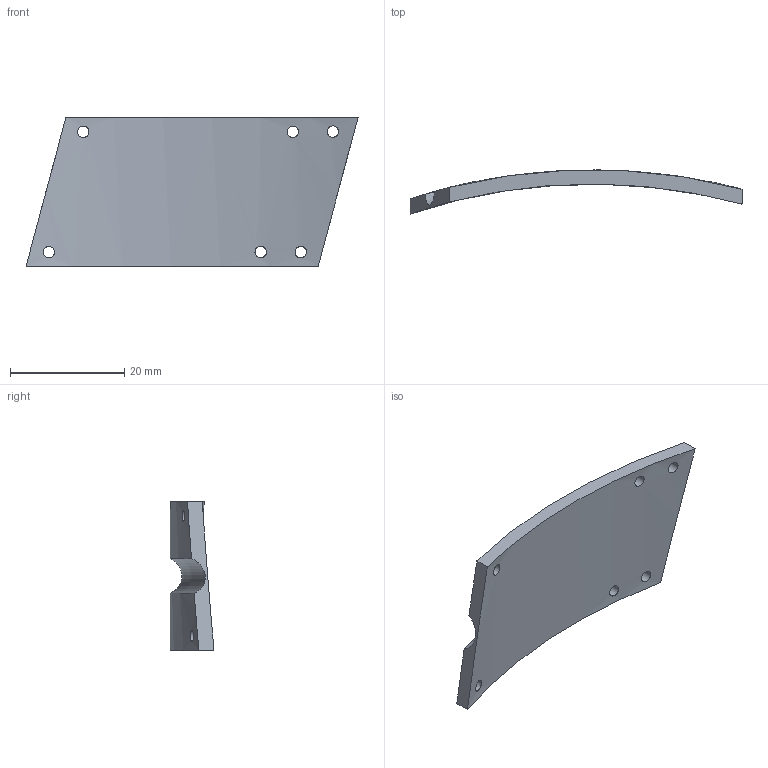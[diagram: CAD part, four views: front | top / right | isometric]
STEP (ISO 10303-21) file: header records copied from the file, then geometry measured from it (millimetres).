
FILE_DESCRIPTION(/* description */ (''),/* implementation_level */ '2;1');
FILE_NAME(/* name */ 'Headset Fixation v1.stp',/* time_stamp */ '2022-09-22T11:55:48+02:00',/* author */ (''),/* organization */ (''),/* preprocessor_version */ 'ST-DEVELOPER v19',/* originating_system */ 'Autodesk Translation Framework v11.7.0.108',/* authorisation */ '');
FILE_SCHEMA (('AUTOMOTIVE_DESIGN { 1 0 10303 214 3 1 1 }'));
Length unit declared in the file: millimetre
Products named in the file (1): Headset Fixation
Bounding box: 58 x 7.68 x 26 mm (x, y, z)
Volume: 2838.1 mm3; surface area: 3211.9 mm2
Topology: 1 solids, 1 shells, 15 faces, 51 edges, 38 vertices
Faces by surface type: cylinder 9, plane 5, torus 1
Full cylindrical faces by diameter (mm): 2 x6
Entity records: 1020 total; most frequent: CARTESIAN_POINT 547, ORIENTED_EDGE 102, DIRECTION 69, EDGE_CURVE 51, VERTEX_POINT 38, AXIS2_PLACEMENT_3D 28, EDGE_LOOP 27, B_SPLINE_CURVE_WITH_KNOTS 26
